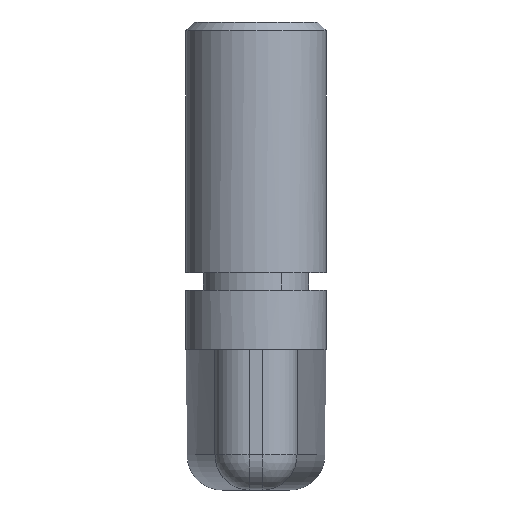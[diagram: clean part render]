
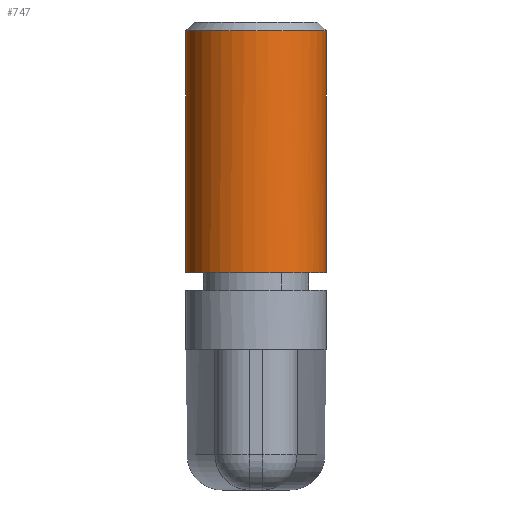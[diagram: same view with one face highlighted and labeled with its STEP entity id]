
A CAD part, front view. The second image highlights one B-rep face of the part: STEP entity #747.
In plain terms, the highlighted cylindrical face has radius 4 mm (diameter 8 mm), a partial arc.
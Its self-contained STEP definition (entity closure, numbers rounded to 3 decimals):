
#521=CARTESIAN_POINT('Axis2P3D Location',(0.,0.,19.35)) ;
#625=CARTESIAN_POINT('Axis2P3D Location',(0.,0.,14.4)) ;
#629=CARTESIAN_POINT('Vertex',(-4.,0.,14.4)) ;
#631=CARTESIAN_POINT('Vertex',(1.918,-3.51,14.4)) ;
#645=CARTESIAN_POINT('Vertex',(4.,0.,14.4)) ;
#648=CARTESIAN_POINT('Axis2P3D Location',(0.,0.,14.4)) ;
#721=CARTESIAN_POINT('Line Origine',(-4.,0.,19.35)) ;
#725=CARTESIAN_POINT('Vertex',(-4.,0.,28.2)) ;
#728=CARTESIAN_POINT('Line Origine',(4.,0.,19.35)) ;
#732=CARTESIAN_POINT('Vertex',(4.,0.,28.2)) ;
#735=CARTESIAN_POINT('Axis2P3D Location',(0.,0.,28.2)) ;
#522=DIRECTION('Axis2P3D Direction',(-0.,0.,1.)) ;
#523=DIRECTION('Axis2P3D XDirection',(1.,0.,0.)) ;
#626=DIRECTION('Axis2P3D Direction',(0.,0.,1.)) ;
#649=DIRECTION('Axis2P3D Direction',(0.,0.,1.)) ;
#722=DIRECTION('Vector Direction',(0.,0.,1.)) ;
#729=DIRECTION('Vector Direction',(0.,0.,1.)) ;
#736=DIRECTION('Axis2P3D Direction',(-0.,0.,1.)) ;
#524=AXIS2_PLACEMENT_3D('Cylinder Axis2P3D',#521,#522,#523) ;
#627=AXIS2_PLACEMENT_3D('Circle Axis2P3D',#625,#626,$) ;
#650=AXIS2_PLACEMENT_3D('Circle Axis2P3D',#648,#649,$) ;
#737=AXIS2_PLACEMENT_3D('Circle Axis2P3D',#735,#736,$) ;
#741=ORIENTED_EDGE('',*,*,#727,.F.) ;
#742=ORIENTED_EDGE('',*,*,#633,.T.) ;
#743=ORIENTED_EDGE('',*,*,#652,.T.) ;
#744=ORIENTED_EDGE('',*,*,#734,.T.) ;
#745=ORIENTED_EDGE('',*,*,#739,.F.) ;
#723=VECTOR('Line Direction',#722,1.) ;
#730=VECTOR('Line Direction',#729,1.) ;
#747=ADVANCED_FACE('Corps principal',(#746),#525,.T.) ;
#628=CIRCLE('generated circle',#627,4.) ;
#651=CIRCLE('generated circle',#650,4.) ;
#738=CIRCLE('generated circle',#737,4.) ;
#525=CYLINDRICAL_SURFACE('generated cylinder',#524,4.) ;
#633=EDGE_CURVE('',#630,#632,#628,.T.) ;
#652=EDGE_CURVE('',#632,#646,#651,.T.) ;
#727=EDGE_CURVE('',#630,#726,#724,.T.) ;
#734=EDGE_CURVE('',#646,#733,#731,.T.) ;
#739=EDGE_CURVE('',#726,#733,#738,.T.) ;
#740=EDGE_LOOP('',(#741,#742,#743,#744,#745)) ;
#746=FACE_OUTER_BOUND('',#740,.T.) ;
#724=LINE('Line',#721,#723) ;
#731=LINE('Line',#728,#730) ;
#630=VERTEX_POINT('',#629) ;
#632=VERTEX_POINT('',#631) ;
#646=VERTEX_POINT('',#645) ;
#726=VERTEX_POINT('',#725) ;
#733=VERTEX_POINT('',#732) ;
